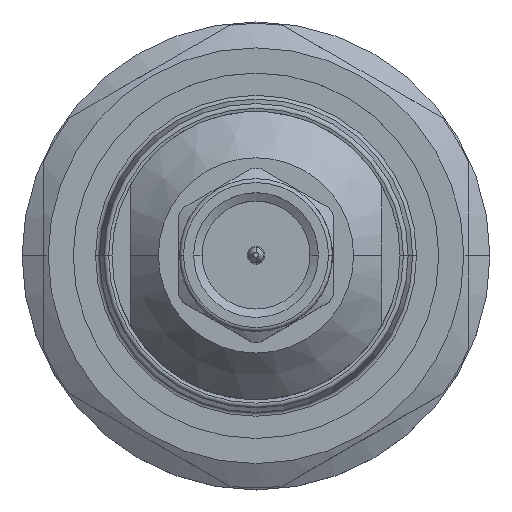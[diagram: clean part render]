
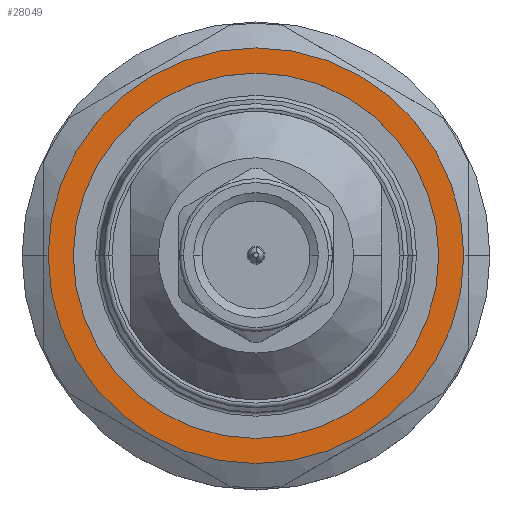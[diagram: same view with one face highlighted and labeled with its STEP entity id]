
A CAD part, top view. The second image highlights one B-rep face of the part: STEP entity #28049.
In plain terms, the highlighted planar face has unit normal (0, 0, 1).
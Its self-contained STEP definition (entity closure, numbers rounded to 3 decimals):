
#866 = DIRECTION ( 'NONE',  ( -1., 0., 0. ) ) ;
#1267 = CARTESIAN_POINT ( 'NONE',  ( 0., 0., -17.3 ) ) ;
#1359 = DIRECTION ( 'NONE',  ( 0., 0., -1. ) ) ;
#1492 = ORIENTED_EDGE ( 'NONE', *, *, #32883, .F. ) ;
#4014 = CARTESIAN_POINT ( 'NONE',  ( 0., 0., -17.3 ) ) ;
#4758 = EDGE_CURVE ( 'NONE', #35826, #8372, #24466, .T. ) ;
#4988 = EDGE_LOOP ( 'NONE', ( #1492, #16209 ) ) ;
#5349 = EDGE_CURVE ( 'NONE', #19371, #18378, #13895, .T. ) ;
#6982 = AXIS2_PLACEMENT_3D ( 'NONE', #4014, #15677, #866 ) ;
#7647 = AXIS2_PLACEMENT_3D ( 'NONE', #10561, #36502, #28010 ) ;
#7829 = AXIS2_PLACEMENT_3D ( 'NONE', #33187, #1359, #21654 ) ;
#8372 = VERTEX_POINT ( 'NONE', #23213 ) ;
#10222 = AXIS2_PLACEMENT_3D ( 'NONE', #28899, #26117, #17326 ) ;
#10561 = CARTESIAN_POINT ( 'NONE',  ( 0., 10.75, -17.3 ) ) ;
#13895 = CIRCLE ( 'NONE', #16486, 9.45 ) ;
#15677 = DIRECTION ( 'NONE',  ( 0., 0., -1. ) ) ;
#16209 = ORIENTED_EDGE ( 'NONE', *, *, #4758, .F. ) ;
#16486 = AXIS2_PLACEMENT_3D ( 'NONE', #1267, #26938, #29821 ) ;
#17326 = DIRECTION ( 'NONE',  ( -1., 0., 0. ) ) ;
#17365 = CARTESIAN_POINT ( 'NONE',  ( -9.45, 0., -17.3 ) ) ;
#18174 = EDGE_CURVE ( 'NONE', #18378, #19371, #22297, .T. ) ;
#18378 = VERTEX_POINT ( 'NONE', #24990 ) ;
#19333 = ORIENTED_EDGE ( 'NONE', *, *, #18174, .T. ) ;
#19371 = VERTEX_POINT ( 'NONE', #17365 ) ;
#21654 = DIRECTION ( 'NONE',  ( -1., 0., 0. ) ) ;
#22016 = PLANE ( 'NONE',  #7647 ) ;
#22297 = CIRCLE ( 'NONE', #7829, 9.45 ) ;
#22367 = CIRCLE ( 'NONE', #10222, 10.75 ) ;
#23213 = CARTESIAN_POINT ( 'NONE',  ( -10.75, 0., -17.3 ) ) ;
#24137 = FACE_OUTER_BOUND ( 'NONE', #4988, .T. ) ;
#24147 = EDGE_LOOP ( 'NONE', ( #33566, #19333 ) ) ;
#24466 = CIRCLE ( 'NONE', #6982, 10.75 ) ;
#24990 = CARTESIAN_POINT ( 'NONE',  ( 9.45, 0., -17.3 ) ) ;
#26117 = DIRECTION ( 'NONE',  ( 0., 0., -1. ) ) ;
#26938 = DIRECTION ( 'NONE',  ( 0., 0., -1. ) ) ;
#28010 = DIRECTION ( 'NONE',  ( -1., 0., 0. ) ) ;
#28049 = ADVANCED_FACE ( 'NONE', ( #24137, #29095 ), #22016, .F. ) ;
#28899 = CARTESIAN_POINT ( 'NONE',  ( 0., 0., -17.3 ) ) ;
#29095 = FACE_BOUND ( 'NONE', #24147, .T. ) ;
#29821 = DIRECTION ( 'NONE',  ( -1., 0., 0. ) ) ;
#32883 = EDGE_CURVE ( 'NONE', #8372, #35826, #22367, .T. ) ;
#33187 = CARTESIAN_POINT ( 'NONE',  ( 0., 0., -17.3 ) ) ;
#33566 = ORIENTED_EDGE ( 'NONE', *, *, #5349, .T. ) ;
#35826 = VERTEX_POINT ( 'NONE', #36567 ) ;
#36502 = DIRECTION ( 'NONE',  ( 0., 0., -1. ) ) ;
#36567 = CARTESIAN_POINT ( 'NONE',  ( 10.75, 0., -17.3 ) ) ;
